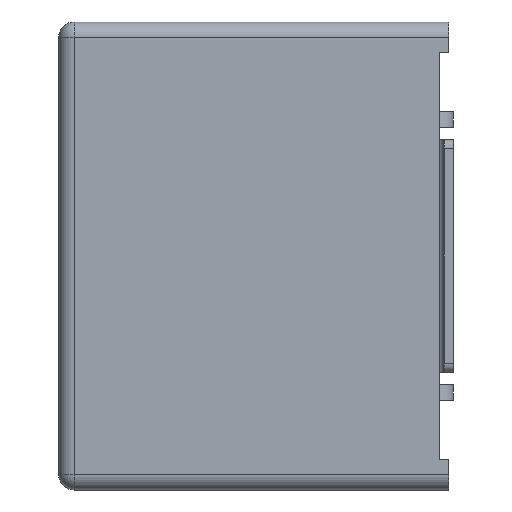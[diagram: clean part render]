
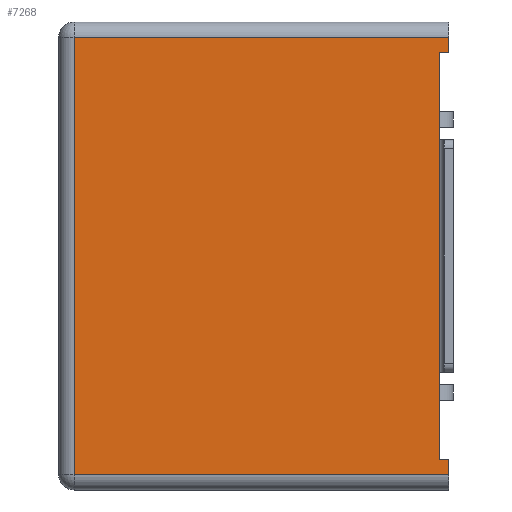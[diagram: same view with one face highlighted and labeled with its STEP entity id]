
A CAD part, left-side view. The second image highlights one B-rep face of the part: STEP entity #7268.
In plain terms, the highlighted planar face has unit normal (-1, 0, 0).
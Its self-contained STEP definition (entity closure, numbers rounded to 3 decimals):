
#1380=DIRECTION('',(0.,0.,1.));
#1381=VECTOR('',#1380,0.5);
#1382=CARTESIAN_POINT('',(-7.54,-6.35,6.62));
#1383=LINE('',#1382,#1381);
#1389=DIRECTION('',(0.,0.,1.));
#1390=VECTOR('',#1389,0.5);
#1391=CARTESIAN_POINT('',(-7.54,-6.35,-7.12));
#1392=LINE('',#1391,#1390);
#1437=DIRECTION('',(0.,-1.,0.));
#1438=VECTOR('',#1437,12.2);
#1439=CARTESIAN_POINT('',(-7.54,5.85,7.12));
#1440=LINE('',#1439,#1438);
#1441=DIRECTION('',(0.,1.,0.));
#1442=VECTOR('',#1441,0.3);
#1443=CARTESIAN_POINT('',(-7.54,-6.35,6.62));
#1444=LINE('',#1443,#1442);
#1445=DIRECTION('',(0.,0.,1.));
#1446=VECTOR('',#1445,13.24);
#1447=CARTESIAN_POINT('',(-7.54,-6.05,-6.62));
#1448=LINE('',#1447,#1446);
#1449=DIRECTION('',(0.,1.,0.));
#1450=VECTOR('',#1449,0.3);
#1451=CARTESIAN_POINT('',(-7.54,-6.35,-6.62));
#1452=LINE('',#1451,#1450);
#1453=DIRECTION('',(0.,1.,0.));
#1454=VECTOR('',#1453,12.2);
#1455=CARTESIAN_POINT('',(-7.54,-6.35,-7.12));
#1456=LINE('',#1455,#1454);
#1457=DIRECTION('',(0.,0.,1.));
#1458=VECTOR('',#1457,14.24);
#1459=CARTESIAN_POINT('',(-7.54,5.85,-7.12));
#1460=LINE('',#1459,#1458);
#5293=CARTESIAN_POINT('',(-7.54,-6.35,-6.62));
#5294=CARTESIAN_POINT('',(-7.54,-6.05,-6.62));
#5295=VERTEX_POINT('',#5293);
#5296=VERTEX_POINT('',#5294);
#5297=CARTESIAN_POINT('',(-7.54,-6.05,6.62));
#5298=VERTEX_POINT('',#5297);
#5299=CARTESIAN_POINT('',(-7.54,-6.35,6.62));
#5300=VERTEX_POINT('',#5299);
#5498=CARTESIAN_POINT('',(-7.54,-6.35,7.12));
#5500=VERTEX_POINT('',#5498);
#5501=CARTESIAN_POINT('',(-7.54,5.85,7.12));
#5502=VERTEX_POINT('',#5501);
#5503=CARTESIAN_POINT('',(-7.54,-6.35,-7.12));
#5505=VERTEX_POINT('',#5503);
#5507=CARTESIAN_POINT('',(-7.54,5.85,-7.12));
#5508=VERTEX_POINT('',#5507);
#7252=CARTESIAN_POINT('',(-7.54,5.85,-7.62));
#7253=DIRECTION('',(-1.,0.,0.));
#7254=DIRECTION('',(0.,-1.,0.));
#7255=AXIS2_PLACEMENT_3D('',#7252,#7253,#7254);
#7256=PLANE('',#7255);
#7257=ORIENTED_EDGE('',*,*,#7110,.T.);
#7258=ORIENTED_EDGE('',*,*,#7128,.F.);
#7259=ORIENTED_EDGE('',*,*,#7244,.T.);
#7260=ORIENTED_EDGE('',*,*,#6749,.F.);
#7261=ORIENTED_EDGE('',*,*,#7194,.F.);
#7262=ORIENTED_EDGE('',*,*,#7140,.F.);
#7264=ORIENTED_EDGE('',*,*,#7263,.T.);
#7265=ORIENTED_EDGE('',*,*,#7084,.T.);
#7266=EDGE_LOOP('',(#7257,#7258,#7259,#7260,#7261,#7262,#7264,#7265));
#7267=FACE_OUTER_BOUND('',#7266,.F.);
#7268=ADVANCED_FACE('',(#7267),#7256,.T.);
#6749=EDGE_CURVE('',#5296,#5298,#1448,.T.);
#7084=EDGE_CURVE('',#5508,#5502,#1460,.T.);
#7110=EDGE_CURVE('',#5502,#5500,#1440,.T.);
#7128=EDGE_CURVE('',#5300,#5500,#1383,.T.);
#7140=EDGE_CURVE('',#5505,#5295,#1392,.T.);
#7194=EDGE_CURVE('',#5295,#5296,#1452,.T.);
#7244=EDGE_CURVE('',#5300,#5298,#1444,.T.);
#7263=EDGE_CURVE('',#5505,#5508,#1456,.T.);
